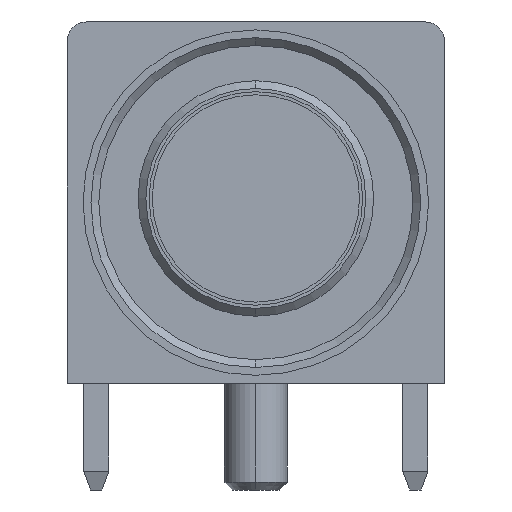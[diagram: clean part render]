
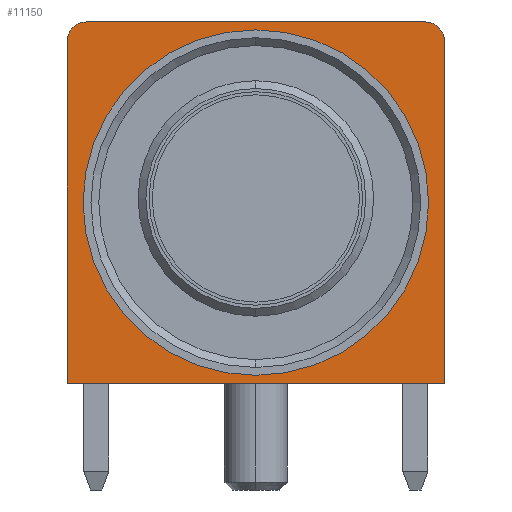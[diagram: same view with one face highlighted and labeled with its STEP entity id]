
A CAD part, left-side view. The second image highlights one B-rep face of the part: STEP entity #11150.
In plain terms, the highlighted planar face has unit normal (-1, 0, 0).
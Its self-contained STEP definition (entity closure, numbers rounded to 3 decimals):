
#3 = EDGE_CURVE ( 'NONE', #1505, #4154, #11132, .T. ) ;
#302 = CARTESIAN_POINT ( 'NONE',  ( -2.5, 0., -5.75 ) ) ;
#895 = EDGE_CURVE ( 'NONE', #1505, #13153, #3150, .T. ) ;
#1237 = AXIS2_PLACEMENT_3D ( 'NONE', #5059, #9589, #12661 ) ;
#1396 = LINE ( 'NONE', #13720, #9645 ) ;
#1505 = VERTEX_POINT ( 'NONE', #12014 ) ;
#1546 = DIRECTION ( 'NONE',  ( 0., 1., 0. ) ) ;
#1718 = ORIENTED_EDGE ( 'NONE', *, *, #3, .T. ) ;
#1856 = CARTESIAN_POINT ( 'NONE',  ( -2.5, -5.4, 5.75 ) ) ;
#1990 = CARTESIAN_POINT ( 'NONE',  ( -2.5, -5.4, 5.15 ) ) ;
#2197 = VECTOR ( 'NONE', #1546, 1000. ) ;
#2304 = EDGE_CURVE ( 'NONE', #4795, #5800, #4834, .T. ) ;
#2645 = DIRECTION ( 'NONE',  ( 0., 0., 1. ) ) ;
#2994 = CARTESIAN_POINT ( 'NONE',  ( -2.5, 6., -5.75 ) ) ;
#3150 = CIRCLE ( 'NONE', #8342, 0.6 ) ;
#3160 = VERTEX_POINT ( 'NONE', #3596 ) ;
#3308 = DIRECTION ( 'NONE',  ( -1., 0., 0. ) ) ;
#3341 = CARTESIAN_POINT ( 'NONE',  ( -2.5, 5.4, 5.75 ) ) ;
#3596 = CARTESIAN_POINT ( 'NONE',  ( -2.5, -6., 5.15 ) ) ;
#4009 = EDGE_LOOP ( 'NONE', ( #7790, #6737 ) ) ;
#4154 = VERTEX_POINT ( 'NONE', #2994 ) ;
#4273 = CARTESIAN_POINT ( 'NONE',  ( -2.5, 0., -5.5 ) ) ;
#4695 = EDGE_CURVE ( 'NONE', #6183, #13153, #5370, .T. ) ;
#4795 = VERTEX_POINT ( 'NONE', #6923 ) ;
#4834 = CIRCLE ( 'NONE', #13053, 5.5 ) ;
#5059 = CARTESIAN_POINT ( 'NONE',  ( -2.5, -0.005, -1.7 ) ) ;
#5205 = DIRECTION ( 'NONE',  ( 0., 0., 1. ) ) ;
#5326 = EDGE_CURVE ( 'NONE', #6183, #3160, #6163, .T. ) ;
#5331 = ORIENTED_EDGE ( 'NONE', *, *, #895, .F. ) ;
#5370 = LINE ( 'NONE', #9865, #11320 ) ;
#5537 = CARTESIAN_POINT ( 'NONE',  ( -2.5, 6., 5.75 ) ) ;
#5800 = VERTEX_POINT ( 'NONE', #4273 ) ;
#6163 = CIRCLE ( 'NONE', #10868, 0.6 ) ;
#6165 = PLANE ( 'NONE',  #1237 ) ;
#6183 = VERTEX_POINT ( 'NONE', #1856 ) ;
#6236 = CARTESIAN_POINT ( 'NONE',  ( -2.5, 5.4, 5.15 ) ) ;
#6308 = DIRECTION ( 'NONE',  ( 1., 0., 0. ) ) ;
#6356 = VERTEX_POINT ( 'NONE', #10542 ) ;
#6428 = ORIENTED_EDGE ( 'NONE', *, *, #5326, .F. ) ;
#6492 = DIRECTION ( 'NONE',  ( 0., 0., 1. ) ) ;
#6737 = ORIENTED_EDGE ( 'NONE', *, *, #13473, .F. ) ;
#6923 = CARTESIAN_POINT ( 'NONE',  ( -2.5, 0., 5.5 ) ) ;
#7562 = DIRECTION ( 'NONE',  ( 0., 1., 0. ) ) ;
#7600 = ORIENTED_EDGE ( 'NONE', *, *, #13604, .T. ) ;
#7735 = AXIS2_PLACEMENT_3D ( 'NONE', #11442, #9408, #2645 ) ;
#7767 = EDGE_CURVE ( 'NONE', #6356, #4154, #10483, .T. ) ;
#7790 = ORIENTED_EDGE ( 'NONE', *, *, #2304, .F. ) ;
#7929 = ORIENTED_EDGE ( 'NONE', *, *, #7767, .F. ) ;
#8342 = AXIS2_PLACEMENT_3D ( 'NONE', #6236, #6308, #5205 ) ;
#8522 = ORIENTED_EDGE ( 'NONE', *, *, #4695, .T. ) ;
#8960 = DIRECTION ( 'NONE',  ( 0., 0., -1. ) ) ;
#9378 = CIRCLE ( 'NONE', #7735, 5.5 ) ;
#9408 = DIRECTION ( 'NONE',  ( -1., 0., 0. ) ) ;
#9589 = DIRECTION ( 'NONE',  ( -1., 0., 0. ) ) ;
#9645 = VECTOR ( 'NONE', #11417, 1000. ) ;
#9865 = CARTESIAN_POINT ( 'NONE',  ( -2.5, 0., 5.75 ) ) ;
#9959 = DIRECTION ( 'NONE',  ( 0., 0., 1. ) ) ;
#10452 = FACE_BOUND ( 'NONE', #4009, .T. ) ;
#10483 = LINE ( 'NONE', #302, #2197 ) ;
#10542 = CARTESIAN_POINT ( 'NONE',  ( -2.5, -6., -5.75 ) ) ;
#10868 = AXIS2_PLACEMENT_3D ( 'NONE', #1990, #10917, #6492 ) ;
#10917 = DIRECTION ( 'NONE',  ( 1., 0., 0. ) ) ;
#11022 = EDGE_LOOP ( 'NONE', ( #8522, #5331, #1718, #7929, #7600, #6428 ) ) ;
#11132 = LINE ( 'NONE', #5537, #14582 ) ;
#11150 = ADVANCED_FACE ( 'NONE', ( #11767, #10452 ), #6165, .T. ) ;
#11320 = VECTOR ( 'NONE', #7562, 1000. ) ;
#11417 = DIRECTION ( 'NONE',  ( 0., 0., 1. ) ) ;
#11442 = CARTESIAN_POINT ( 'NONE',  ( -2.5, 0., 0. ) ) ;
#11767 = FACE_OUTER_BOUND ( 'NONE', #11022, .T. ) ;
#12014 = CARTESIAN_POINT ( 'NONE',  ( -2.5, 6., 5.15 ) ) ;
#12364 = CARTESIAN_POINT ( 'NONE',  ( -2.5, 0., 0. ) ) ;
#12661 = DIRECTION ( 'NONE',  ( 0., 0., 1. ) ) ;
#13053 = AXIS2_PLACEMENT_3D ( 'NONE', #12364, #3308, #9959 ) ;
#13153 = VERTEX_POINT ( 'NONE', #3341 ) ;
#13473 = EDGE_CURVE ( 'NONE', #5800, #4795, #9378, .T. ) ;
#13604 = EDGE_CURVE ( 'NONE', #6356, #3160, #1396, .T. ) ;
#13720 = CARTESIAN_POINT ( 'NONE',  ( -2.5, -6., 5.75 ) ) ;
#14582 = VECTOR ( 'NONE', #8960, 1000. ) ;
